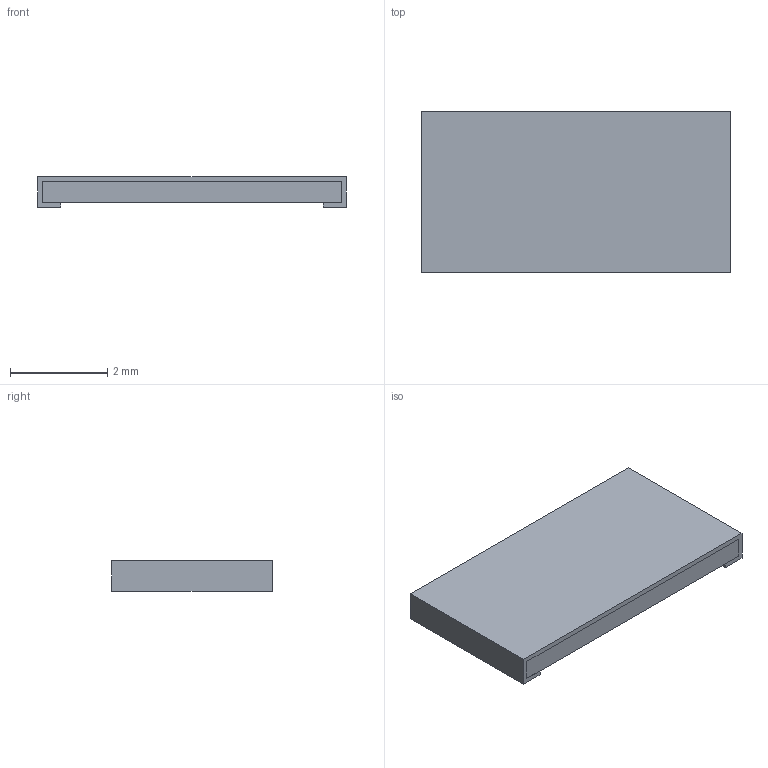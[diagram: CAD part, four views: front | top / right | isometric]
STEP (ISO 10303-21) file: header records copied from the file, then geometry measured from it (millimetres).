
FILE_DESCRIPTION((''),'2;1');
FILE_NAME('RES_VISHAY_PZR2512.stp','2013-06-18T10:05:15',(''),(''),'Mechanical Desktop 2011','Mechanical Desktop 2011',', , ');
FILE_SCHEMA(('AUTOMOTIVE_DESIGN { 1 2 10303 214 1 1 1 1 }'));
Length unit declared in the file: millimetre
Products named in the file (1): Product
Bounding box: 6.35 x 3.3 x 0.63 mm (x, y, z)
Volume: 11.4 mm3; surface area: 104.8 mm2
Topology: 2 solids, 2 shells, 20 faces, 48 edges, 32 vertices
Faces by surface type: plane 16, bspline 4
Entity records: 623 total; most frequent: CARTESIAN_POINT 113, ORIENTED_EDGE 96, DIRECTION 82, VECTOR 48, LINE 48, EDGE_CURVE 48, VERTEX_POINT 32, EDGE_LOOP 20
